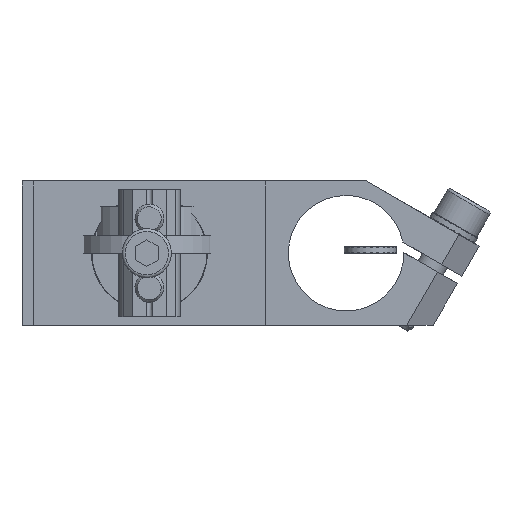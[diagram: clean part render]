
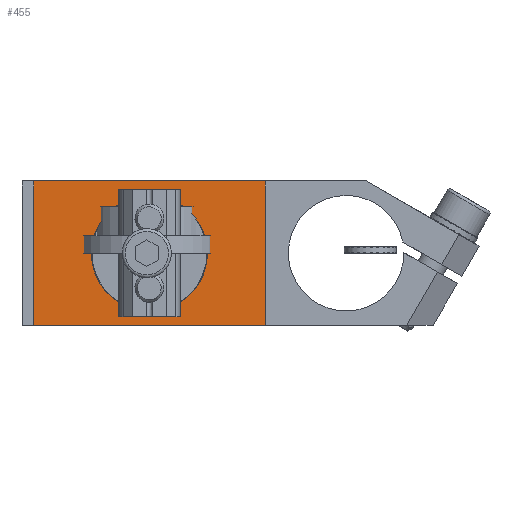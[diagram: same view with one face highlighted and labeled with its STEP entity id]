
A CAD part, left-side view. The second image highlights one B-rep face of the part: STEP entity #455.
In plain terms, the highlighted planar face has unit normal (-1, 0, 0).
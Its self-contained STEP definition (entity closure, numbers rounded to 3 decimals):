
#455 = ADVANCED_FACE( '', ( #1071, #1072 ), #1073, .T. );
#1071 = FACE_BOUND( '', #1854, .T. );
#1072 = FACE_OUTER_BOUND( '', #1855, .T. );
#1073 = PLANE( '', #1856 );
#1854 = EDGE_LOOP( '', ( #3060 ) );
#1855 = EDGE_LOOP( '', ( #3061, #3062, #3063, #3064 ) );
#1856 = AXIS2_PLACEMENT_3D( '', #3065, #3066, #3067 );
#3060 = ORIENTED_EDGE( '', *, *, #5142, .F. );
#3061 = ORIENTED_EDGE( '', *, *, #4878, .T. );
#3062 = ORIENTED_EDGE( '', *, *, #5143, .F. );
#3063 = ORIENTED_EDGE( '', *, *, #5144, .F. );
#3064 = ORIENTED_EDGE( '', *, *, #5145, .F. );
#3065 = CARTESIAN_POINT( '', ( -6., -20.5, 35.5 ) );
#3066 = DIRECTION( '', ( -1., 0., 0. ) );
#3067 = DIRECTION( '', ( 0., -1., 0. ) );
#4878 = EDGE_CURVE( '', #5947, #5948, #5949, .T. );
#5142 = EDGE_CURVE( '', #6400, #6400, #6401, .T. );
#5143 = EDGE_CURVE( '', #6402, #5948, #6403, .T. );
#5144 = EDGE_CURVE( '', #6404, #6402, #6405, .T. );
#5145 = EDGE_CURVE( '', #5947, #6404, #6406, .T. );
#5947 = VERTEX_POINT( '', #7631 );
#5948 = VERTEX_POINT( '', #7632 );
#5949 = LINE( '', #7633, #7634 );
#6400 = VERTEX_POINT( '', #8302 );
#6401 = CIRCLE( '', #8303, 10.05 );
#6402 = VERTEX_POINT( '', #8304 );
#6403 = LINE( '', #8305, #8306 );
#6404 = VERTEX_POINT( '', #8307 );
#6405 = LINE( '', #8308, #8309 );
#6406 = LINE( '', #8310, #8311 );
#7631 = CARTESIAN_POINT( '', ( -6., 19.6, 12.5 ) );
#7632 = CARTESIAN_POINT( '', ( -6., 19.6, -12.5 ) );
#7633 = CARTESIAN_POINT( '', ( -6., 19.6, 12.5 ) );
#7634 = VECTOR( '', #9459, 1000. );
#8302 = CARTESIAN_POINT( '', ( -6., -10.5, 0. ) );
#8303 = AXIS2_PLACEMENT_3D( '', #9767, #9768, #9769 );
#8304 = CARTESIAN_POINT( '', ( -6., -20.5, -12.5 ) );
#8305 = CARTESIAN_POINT( '', ( -6., -20.5, -12.5 ) );
#8306 = VECTOR( '', #9770, 1000. );
#8307 = CARTESIAN_POINT( '', ( -6., -20.5, 12.5 ) );
#8308 = CARTESIAN_POINT( '', ( -6., -20.5, 35.5 ) );
#8309 = VECTOR( '', #9771, 1000. );
#8310 = CARTESIAN_POINT( '', ( -6., 57.5, 12.5 ) );
#8311 = VECTOR( '', #9772, 1000. );
#9459 = DIRECTION( '', ( 0., 0., -1. ) );
#9767 = CARTESIAN_POINT( '', ( -6., -0.45, 0. ) );
#9768 = DIRECTION( '', ( -1., 0., 0. ) );
#9769 = DIRECTION( '', ( 0., -1., 0. ) );
#9770 = DIRECTION( '', ( 0., 1., 0. ) );
#9771 = DIRECTION( '', ( 0., 0., -1. ) );
#9772 = DIRECTION( '', ( 0., -1., 0. ) );
